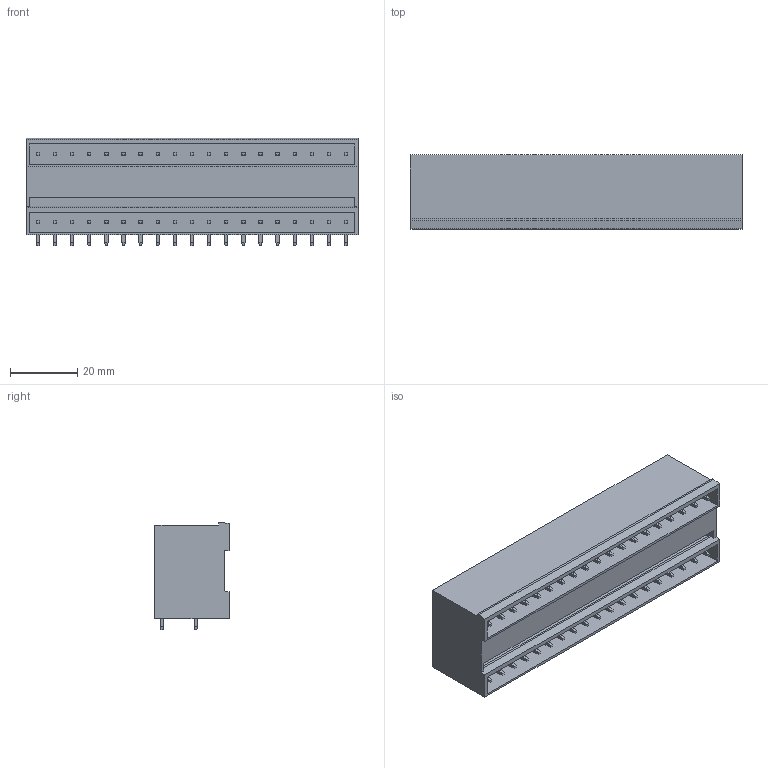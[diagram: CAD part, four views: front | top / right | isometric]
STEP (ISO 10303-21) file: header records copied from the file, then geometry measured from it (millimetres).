
FILE_DESCRIPTION(('CATIA V5 STEP Exchange','CAx-IF Rec.Pracs.--- Model Styling and Organization---1.2---2011-12-15'),'2;1');
FILE_NAME ('D1453116_0_1601960000_1601960000.stp','2018-11-03T04:02:37+00:00',('none'),('Weidmueller'),'CATIA Version 5-6 Release 2014','CATIA V5 STEP AP214','none');
FILE_SCHEMA(('AUTOMOTIVE_DESIGN { 1 0 10303 214 1 1 1 1 }'));
Length unit declared in the file: millimetre
Products named in the file (1): 1601960000
Bounding box: 98.52 x 22 x 31.88 mm (x, y, z)
Volume: 29107.8 mm3; surface area: 28730.5 mm2
Topology: 39 solids, 39 shells, 870 faces, 2066 edges, 1276 vertices
Faces by surface type: plane 870
Entity records: 21032 total; most frequent: ORIENTED_EDGE 4132, CARTESIAN_POINT 3928, DIRECTION 2324, EDGE_CURVE 2066, VECTOR 1762, LINE 1762, VERTEX_POINT 1276, EDGE_LOOP 948
